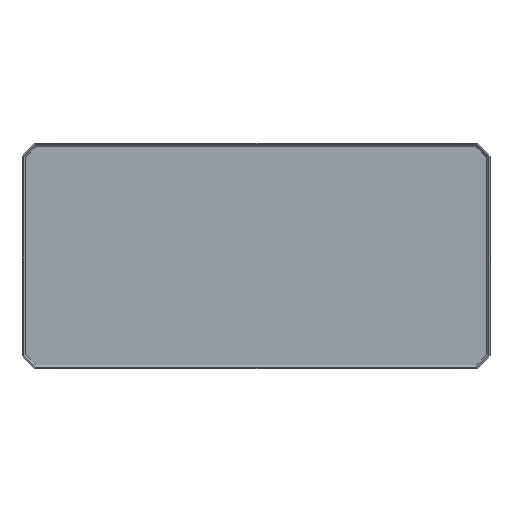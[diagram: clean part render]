
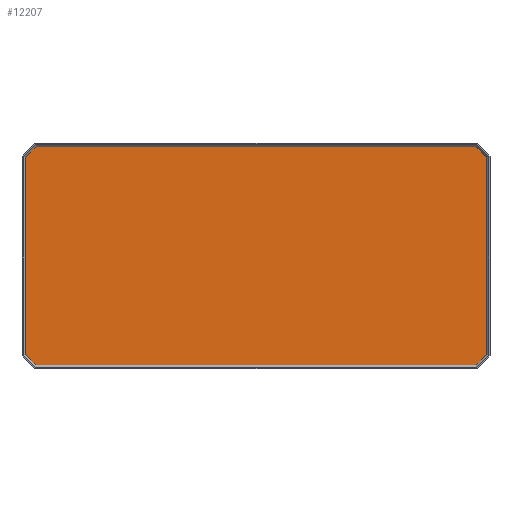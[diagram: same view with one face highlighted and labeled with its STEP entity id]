
A CAD part, top view. The second image highlights one B-rep face of the part: STEP entity #12207.
In plain terms, the highlighted planar face has unit normal (0, 0, 1).
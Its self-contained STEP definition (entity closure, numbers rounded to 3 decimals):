
#117=FACE_OUTER_BOUND('',#812,.T.);
#812=EDGE_LOOP('',(#8357,#8358,#8359,#8360,#8361,#8362,#8363,#8364));
#1690=LINE('',#17220,#3470);
#1691=LINE('',#17222,#3471);
#1692=LINE('',#17224,#3472);
#1693=LINE('',#17226,#3473);
#1694=LINE('',#17228,#3474);
#1695=LINE('',#17230,#3475);
#1696=LINE('',#17232,#3476);
#1697=LINE('',#17233,#3477);
#3470=VECTOR('',#13963,10.);
#3471=VECTOR('',#13964,10.);
#3472=VECTOR('',#13965,10.);
#3473=VECTOR('',#13966,10.);
#3474=VECTOR('',#13967,10.);
#3475=VECTOR('',#13968,10.);
#3476=VECTOR('',#13969,10.);
#3477=VECTOR('',#13970,10.);
#5161=VERTEX_POINT('',#17218);
#5162=VERTEX_POINT('',#17219);
#5163=VERTEX_POINT('',#17221);
#5164=VERTEX_POINT('',#17223);
#5165=VERTEX_POINT('',#17225);
#5166=VERTEX_POINT('',#17227);
#5167=VERTEX_POINT('',#17229);
#5168=VERTEX_POINT('',#17231);
#6346=EDGE_CURVE('',#5161,#5162,#1690,.T.);
#6347=EDGE_CURVE('',#5163,#5161,#1691,.T.);
#6348=EDGE_CURVE('',#5164,#5163,#1692,.T.);
#6349=EDGE_CURVE('',#5165,#5164,#1693,.T.);
#6350=EDGE_CURVE('',#5166,#5165,#1694,.T.);
#6351=EDGE_CURVE('',#5167,#5166,#1695,.T.);
#6352=EDGE_CURVE('',#5168,#5167,#1696,.T.);
#6353=EDGE_CURVE('',#5162,#5168,#1697,.T.);
#8357=ORIENTED_EDGE('',*,*,#6346,.F.);
#8358=ORIENTED_EDGE('',*,*,#6347,.F.);
#8359=ORIENTED_EDGE('',*,*,#6348,.F.);
#8360=ORIENTED_EDGE('',*,*,#6349,.F.);
#8361=ORIENTED_EDGE('',*,*,#6350,.F.);
#8362=ORIENTED_EDGE('',*,*,#6351,.F.);
#8363=ORIENTED_EDGE('',*,*,#6352,.F.);
#8364=ORIENTED_EDGE('',*,*,#6353,.F.);
#11512=PLANE('',#12904);
#12207=ADVANCED_FACE('',(#117),#11512,.T.);
#12904=AXIS2_PLACEMENT_3D('',#17217,#13961,#13962);
#13961=DIRECTION('center_axis',(0.,0.,1.));
#13962=DIRECTION('ref_axis',(1.,0.,0.));
#13963=DIRECTION('',(0.707,0.707,0.));
#13964=DIRECTION('',(0.,1.,0.));
#13965=DIRECTION('',(-0.707,0.707,0.));
#13966=DIRECTION('',(-1.,0.,0.));
#13967=DIRECTION('',(-0.707,-0.707,0.));
#13968=DIRECTION('',(0.,-1.,0.));
#13969=DIRECTION('',(0.707,-0.707,0.));
#13970=DIRECTION('',(1.,0.,0.));
#17217=CARTESIAN_POINT('Origin',(75.,25.,4.2));
#17218=CARTESIAN_POINT('',(-20.1,65.648,4.2));
#17219=CARTESIAN_POINT('',(-15.648,70.1,4.2));
#17220=CARTESIAN_POINT('',(-4.056,81.692,4.2));
#17221=CARTESIAN_POINT('',(-20.1,-15.648,4.2));
#17222=CARTESIAN_POINT('',(-20.1,45.614,4.2));
#17223=CARTESIAN_POINT('',(-15.648,-20.1,4.2));
#17224=CARTESIAN_POINT('',(-6.692,-29.056,4.2));
#17225=CARTESIAN_POINT('',(165.648,-20.1,4.2));
#17226=CARTESIAN_POINT('',(29.386,-20.1,4.2));
#17227=CARTESIAN_POINT('',(170.1,-15.648,4.2));
#17228=CARTESIAN_POINT('',(154.056,-31.692,4.2));
#17229=CARTESIAN_POINT('',(170.1,65.648,4.2));
#17230=CARTESIAN_POINT('',(170.1,4.386,4.2));
#17231=CARTESIAN_POINT('',(165.648,70.1,4.2));
#17232=CARTESIAN_POINT('',(156.692,79.056,4.2));
#17233=CARTESIAN_POINT('',(120.614,70.1,4.2));
